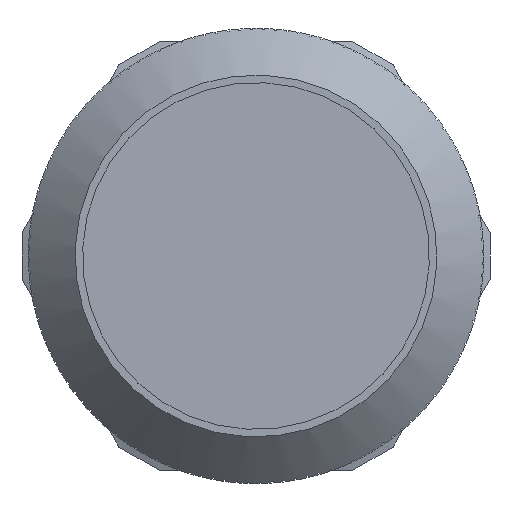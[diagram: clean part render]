
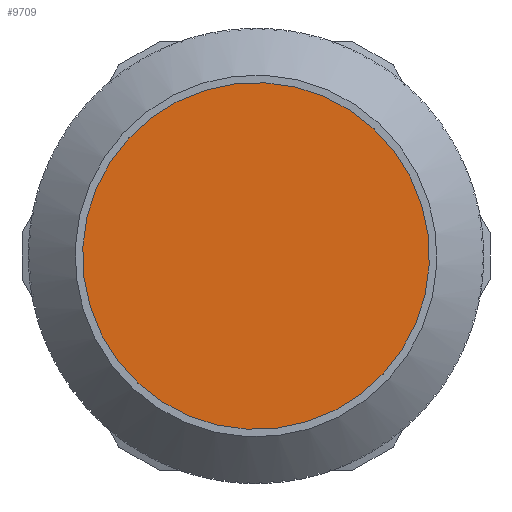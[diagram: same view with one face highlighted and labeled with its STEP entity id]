
A CAD part, left-side view. The second image highlights one B-rep face of the part: STEP entity #9709.
In plain terms, the highlighted planar face has unit normal (-1, 0, 0).
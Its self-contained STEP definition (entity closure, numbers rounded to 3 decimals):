
#2405=FACE_OUTER_BOUND('',#2924,.T.);
#2924=EDGE_LOOP('',(#6270));
#3448=CIRCLE('',#10250,25.9);
#3722=VERTEX_POINT('',#13621);
#4740=EDGE_CURVE('',#3722,#3722,#3448,.T.);
#6270=ORIENTED_EDGE('',*,*,#4740,.T.);
#9330=PLANE('',#10249);
#9709=ADVANCED_FACE('',(#2405),#9330,.T.);
#10249=AXIS2_PLACEMENT_3D('',#13620,#11046,#11047);
#10250=AXIS2_PLACEMENT_3D('',#13622,#11048,#11049);
#11046=DIRECTION('center_axis',(-1.,0.,0.));
#11047=DIRECTION('ref_axis',(0.,0.,1.));
#11048=DIRECTION('center_axis',(-1.,0.,0.));
#11049=DIRECTION('ref_axis',(0.,-0.921,-0.389));
#13620=CARTESIAN_POINT('Origin',(-12.796,0.,
0.));
#13621=CARTESIAN_POINT('',(-12.796,10.079,-23.858));
#13622=CARTESIAN_POINT('Origin',(-12.796,0.,
0.));
